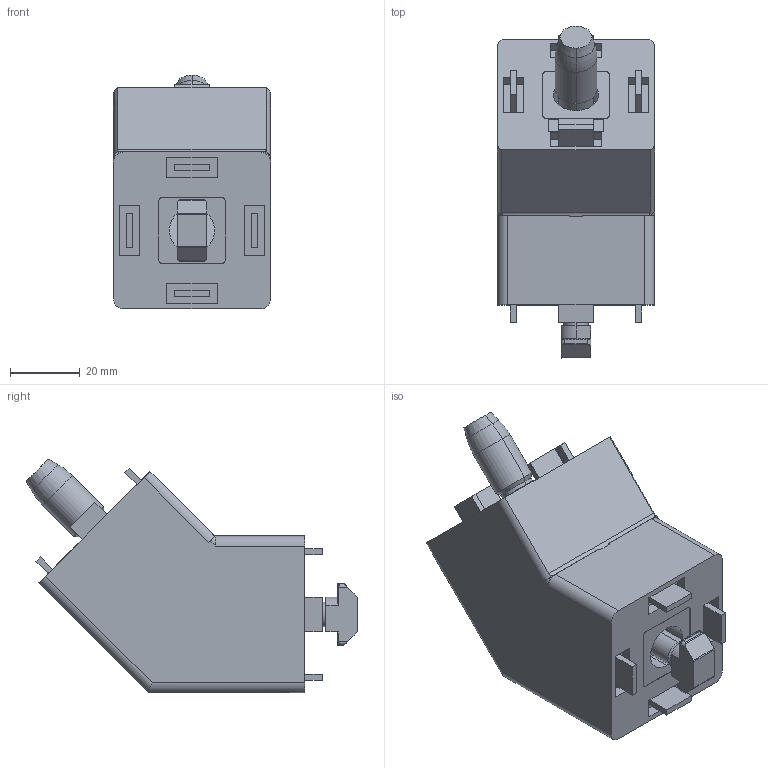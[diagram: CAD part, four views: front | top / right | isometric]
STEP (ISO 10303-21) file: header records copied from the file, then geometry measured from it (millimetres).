
FILE_DESCRIPTION(('STEP AP214'),'1');
FILE_NAME('cctmp_22729583-FE4F-4F6D-9F1A-8F4259B57256_2021_12_27_17_14_14_0846..stp','2021-12-27T16:14:15',('Bosch Rexroth AG'),('CADClick - www.CADClick.com'),'Spatial InterOp 3D',' ','unknown authorization - (Healing Option Enabled)');
FILE_SCHEMA(('AUTOMOTIVE_DESIGN'));
Length unit declared in the file: millimetre
Products named in the file (1): 1
Bounding box: 45 x 95.08 x 67.05 mm (x, y, z)
Volume: 67042.3 mm3; surface area: 36464.8 mm2
Topology: 2 solids, 2 shells, 439 faces, 1239 edges, 817 vertices
Faces by surface type: plane 336, cylinder 83, cone 12, torus 8
Entity records: 19429 total; most frequent: CARTESIAN_POINT 4383, ORIENTED_EDGE 2474, DIRECTION 2277, EDGE_CURVE 1237, LINE 927, VECTOR 927, VERTEX_POINT 817, AXIS2_PLACEMENT_3D 675
